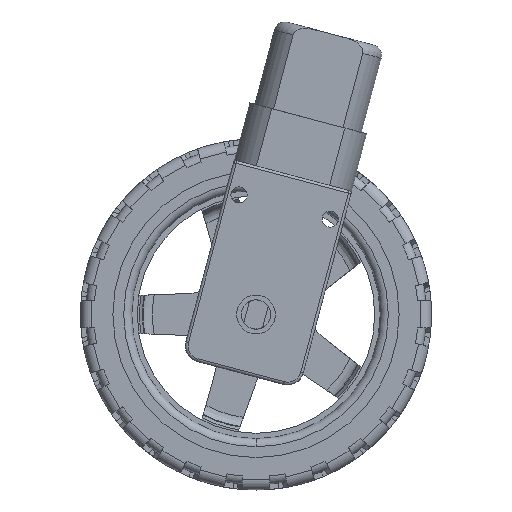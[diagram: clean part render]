
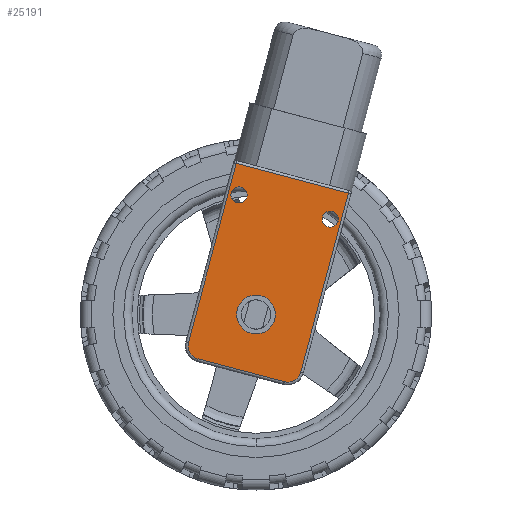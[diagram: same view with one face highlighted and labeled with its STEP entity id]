
A CAD part, left-side view. The second image highlights one B-rep face of the part: STEP entity #25191.
In plain terms, the highlighted planar face has unit normal (-1, 0, 0).
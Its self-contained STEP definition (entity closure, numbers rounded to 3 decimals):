
#35 = DIRECTION ( 'NONE',  ( 0., -0.966, -0.257 ) ) ;
#280 = EDGE_CURVE ( 'NONE', #9103, #15628, #4916, .T. ) ;
#447 = DIRECTION ( 'NONE',  ( 0., -0.966, -0.257 ) ) ;
#587 = DIRECTION ( 'NONE',  ( 0., -0.257, 0.966 ) ) ;
#661 = VERTEX_POINT ( 'NONE', #25195 ) ;
#695 = CARTESIAN_POINT ( 'NONE',  ( -27.822, -22.18, 75.458 ) ) ;
#1531 = CARTESIAN_POINT ( 'NONE',  ( -27.822, -10.944, 42.954 ) ) ;
#1738 = DIRECTION ( 'NONE',  ( 1., 0., 0. ) ) ;
#1821 = PLANE ( 'NONE',  #13067 ) ;
#1932 = CARTESIAN_POINT ( 'NONE',  ( -27.822, -18.833, 70.657 ) ) ;
#1963 = CARTESIAN_POINT ( 'NONE',  ( -27.822, -0.472, 75.543 ) ) ;
#2276 = EDGE_CURVE ( 'NONE', #11511, #4683, #23301, .T. ) ;
#2334 = ORIENTED_EDGE ( 'NONE', *, *, #280, .T. ) ;
#2352 = AXIS2_PLACEMENT_3D ( 'NONE', #25384, #6898, #15221 ) ;
#2557 = DIRECTION ( 'NONE',  ( -1., 0., 0. ) ) ;
#2696 = CARTESIAN_POINT ( 'NONE',  ( -27.822, 7.417, 47.84 ) ) ;
#2919 = DIRECTION ( 'NONE',  ( -1., 0., 0. ) ) ;
#2993 = AXIS2_PLACEMENT_3D ( 'NONE', #1531, #17848, #15906 ) ;
#3011 = CARTESIAN_POINT ( 'NONE',  ( -27.822, 5.001, 47.197 ) ) ;
#3885 = CARTESIAN_POINT ( 'NONE',  ( -27.822, -5.08, 53. ) ) ;
#3935 = CARTESIAN_POINT ( 'NONE',  ( -27.822, -20.283, 70.271 ) ) ;
#3987 = CARTESIAN_POINT ( 'NONE',  ( -27.822, -10.301, 40.538 ) ) ;
#4064 = CARTESIAN_POINT ( 'NONE',  ( -27.822, -18.833, 70.657 ) ) ;
#4291 = LINE ( 'NONE', #11257, #19250 ) ;
#4361 = EDGE_LOOP ( 'NONE', ( #8138, #11056, #7141, #26375, #2334, #9000 ) ) ;
#4542 = CIRCLE ( 'NONE', #23158, 1.5 ) ;
#4683 = VERTEX_POINT ( 'NONE', #10833 ) ;
#4914 = CIRCLE ( 'NONE', #7630, 3.6 ) ;
#4916 = LINE ( 'NONE', #23882, #18298 ) ;
#5704 = EDGE_CURVE ( 'NONE', #10096, #9103, #12400, .T. ) ;
#6246 = CARTESIAN_POINT ( 'NONE',  ( -27.822, -1.403, 80.987 ) ) ;
#6314 = DIRECTION ( 'NONE',  ( 0., -0.966, -0.257 ) ) ;
#6898 = DIRECTION ( 'NONE',  ( 1., 0., 0. ) ) ;
#7044 = AXIS2_PLACEMENT_3D ( 'NONE', #3011, #2919, #25583 ) ;
#7049 = CIRCLE ( 'NONE', #22694, 1.5 ) ;
#7141 = ORIENTED_EDGE ( 'NONE', *, *, #19074, .T. ) ;
#7314 = EDGE_CURVE ( 'NONE', #10095, #21421, #8803, .T. ) ;
#7630 = AXIS2_PLACEMENT_3D ( 'NONE', #10855, #2557, #12653 ) ;
#7765 = EDGE_CURVE ( 'NONE', #14101, #7939, #11015, .T. ) ;
#7868 = ORIENTED_EDGE ( 'NONE', *, *, #23891, .T. ) ;
#7939 = VERTEX_POINT ( 'NONE', #18643 ) ;
#7985 = DIRECTION ( 'NONE',  ( -1., 0., 0. ) ) ;
#8138 = ORIENTED_EDGE ( 'NONE', *, *, #14780, .T. ) ;
#8184 = CARTESIAN_POINT ( 'NONE',  ( -27.822, -17.384, 71.043 ) ) ;
#8236 = DIRECTION ( 'NONE',  ( 0., 0.966, 0.257 ) ) ;
#8429 = EDGE_LOOP ( 'NONE', ( #21596, #16594 ) ) ;
#8538 = EDGE_CURVE ( 'NONE', #21421, #10095, #4914, .T. ) ;
#8623 = FACE_OUTER_BOUND ( 'NONE', #4361, .T. ) ;
#8803 = CIRCLE ( 'NONE', #12054, 3.6 ) ;
#8953 = VERTEX_POINT ( 'NONE', #3935 ) ;
#9000 = ORIENTED_EDGE ( 'NONE', *, *, #21225, .T. ) ;
#9103 = VERTEX_POINT ( 'NONE', #6246 ) ;
#9505 = CARTESIAN_POINT ( 'NONE',  ( -27.822, -1.922, 75.157 ) ) ;
#9570 = FACE_BOUND ( 'NONE', #20343, .T. ) ;
#9751 = CIRCLE ( 'NONE', #7044, 2.5 ) ;
#10095 = VERTEX_POINT ( 'NONE', #12843 ) ;
#10096 = VERTEX_POINT ( 'NONE', #695 ) ;
#10205 = FACE_BOUND ( 'NONE', #8429, .T. ) ;
#10435 = EDGE_LOOP ( 'NONE', ( #20312, #11466 ) ) ;
#10532 = CIRCLE ( 'NONE', #17661, 1.5 ) ;
#10635 = EDGE_CURVE ( 'NONE', #4683, #11511, #4542, .T. ) ;
#10833 = CARTESIAN_POINT ( 'NONE',  ( -27.822, -3.371, 74.772 ) ) ;
#10855 = CARTESIAN_POINT ( 'NONE',  ( -27.822, -5.08, 53. ) ) ;
#11015 = CIRCLE ( 'NONE', #2993, 2.5 ) ;
#11056 = ORIENTED_EDGE ( 'NONE', *, *, #7765, .T. ) ;
#11147 = LINE ( 'NONE', #18962, #18775 ) ;
#11257 = CARTESIAN_POINT ( 'NONE',  ( -27.822, -2.329, 42.66 ) ) ;
#11466 = ORIENTED_EDGE ( 'NONE', *, *, #8538, .F. ) ;
#11511 = VERTEX_POINT ( 'NONE', #1963 ) ;
#11632 = DIRECTION ( 'NONE',  ( 0., 0.257, -0.966 ) ) ;
#12054 = AXIS2_PLACEMENT_3D ( 'NONE', #24512, #7985, #26355 ) ;
#12400 = LINE ( 'NONE', #22783, #22565 ) ;
#12653 = DIRECTION ( 'NONE',  ( 0., -0.966, -0.257 ) ) ;
#12843 = CARTESIAN_POINT ( 'NONE',  ( -27.822, -8.559, 52.074 ) ) ;
#13067 = AXIS2_PLACEMENT_3D ( 'NONE', #3885, #1738, #18135 ) ;
#14101 = VERTEX_POINT ( 'NONE', #3987 ) ;
#14780 = EDGE_CURVE ( 'NONE', #661, #14101, #4291, .T. ) ;
#15221 = DIRECTION ( 'NONE',  ( 0., -0.966, -0.257 ) ) ;
#15628 = VERTEX_POINT ( 'NONE', #2696 ) ;
#15906 = DIRECTION ( 'NONE',  ( 0., -0.966, -0.257 ) ) ;
#16594 = ORIENTED_EDGE ( 'NONE', *, *, #10635, .T. ) ;
#17515 = DIRECTION ( 'NONE',  ( 1., 0., 0. ) ) ;
#17661 = AXIS2_PLACEMENT_3D ( 'NONE', #4064, #18314, #35 ) ;
#17848 = DIRECTION ( 'NONE',  ( -1., 0., 0. ) ) ;
#18135 = DIRECTION ( 'NONE',  ( 0., -0.966, -0.257 ) ) ;
#18298 = VECTOR ( 'NONE', #11632, 1000. ) ;
#18314 = DIRECTION ( 'NONE',  ( 1., 0., 0. ) ) ;
#18515 = DIRECTION ( 'NONE',  ( 1., 0., 0. ) ) ;
#18643 = CARTESIAN_POINT ( 'NONE',  ( -27.822, -13.36, 42.311 ) ) ;
#18723 = ORIENTED_EDGE ( 'NONE', *, *, #25299, .T. ) ;
#18775 = VECTOR ( 'NONE', #587, 1000. ) ;
#18962 = CARTESIAN_POINT ( 'NONE',  ( -27.822, -15.469, 50.236 ) ) ;
#19074 = EDGE_CURVE ( 'NONE', #7939, #10096, #11147, .T. ) ;
#19250 = VECTOR ( 'NONE', #447, 1000. ) ;
#20312 = ORIENTED_EDGE ( 'NONE', *, *, #7314, .F. ) ;
#20338 = VERTEX_POINT ( 'NONE', #8184 ) ;
#20343 = EDGE_LOOP ( 'NONE', ( #7868, #18723 ) ) ;
#21225 = EDGE_CURVE ( 'NONE', #15628, #661, #9751, .T. ) ;
#21421 = VERTEX_POINT ( 'NONE', #24165 ) ;
#21596 = ORIENTED_EDGE ( 'NONE', *, *, #2276, .T. ) ;
#22565 = VECTOR ( 'NONE', #8236, 1000. ) ;
#22694 = AXIS2_PLACEMENT_3D ( 'NONE', #1932, #18515, #6314 ) ;
#22783 = CARTESIAN_POINT ( 'NONE',  ( -27.822, -11.792, 78.222 ) ) ;
#23071 = DIRECTION ( 'NONE',  ( 0., -0.966, -0.257 ) ) ;
#23158 = AXIS2_PLACEMENT_3D ( 'NONE', #9505, #17515, #23071 ) ;
#23301 = CIRCLE ( 'NONE', #2352, 1.5 ) ;
#23882 = CARTESIAN_POINT ( 'NONE',  ( -27.822, 5.308, 55.764 ) ) ;
#23891 = EDGE_CURVE ( 'NONE', #20338, #8953, #7049, .T. ) ;
#24165 = CARTESIAN_POINT ( 'NONE',  ( -27.822, -1.601, 53.926 ) ) ;
#24512 = CARTESIAN_POINT ( 'NONE',  ( -27.822, -5.08, 53. ) ) ;
#25191 = ADVANCED_FACE ( 'NONE', ( #25746, #8623, #9570, #10205 ), #1821, .F. ) ;
#25195 = CARTESIAN_POINT ( 'NONE',  ( -27.822, 5.644, 44.781 ) ) ;
#25299 = EDGE_CURVE ( 'NONE', #8953, #20338, #10532, .T. ) ;
#25384 = CARTESIAN_POINT ( 'NONE',  ( -27.822, -1.922, 75.157 ) ) ;
#25583 = DIRECTION ( 'NONE',  ( 0., -0.966, -0.257 ) ) ;
#25746 = FACE_BOUND ( 'NONE', #10435, .T. ) ;
#26355 = DIRECTION ( 'NONE',  ( 0., -0.966, -0.257 ) ) ;
#26375 = ORIENTED_EDGE ( 'NONE', *, *, #5704, .T. ) ;
